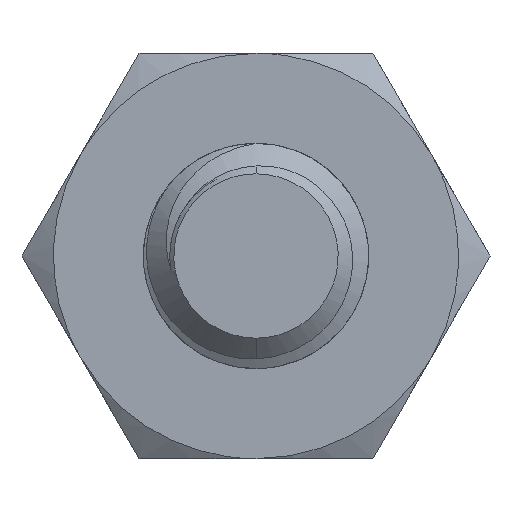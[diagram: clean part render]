
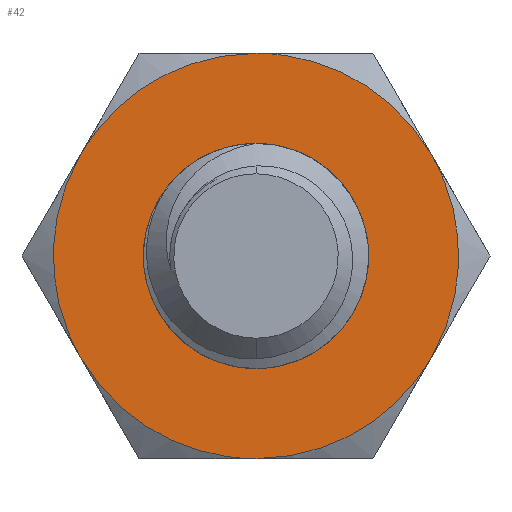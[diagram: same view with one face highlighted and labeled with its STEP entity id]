
A CAD part, front view. The second image highlights one B-rep face of the part: STEP entity #42.
In plain terms, the highlighted planar face has unit normal (0, -1, 0).
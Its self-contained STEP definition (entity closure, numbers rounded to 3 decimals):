
#24=FACE_BOUND('',#161,.T.);
#42=ADVANCED_FACE('',(#101,#24),#890,.T.);
#101=FACE_OUTER_BOUND('',#160,.T.);
#160=EDGE_LOOP('',(#274,#275,#276,#277,#278,#279));
#161=EDGE_LOOP('',(#280,#281));
#274=ORIENTED_EDGE('',*,*,#567,.T.);
#275=ORIENTED_EDGE('',*,*,#566,.T.);
#276=ORIENTED_EDGE('',*,*,#571,.T.);
#277=ORIENTED_EDGE('',*,*,#570,.T.);
#278=ORIENTED_EDGE('',*,*,#569,.T.);
#279=ORIENTED_EDGE('',*,*,#568,.T.);
#280=ORIENTED_EDGE('',*,*,#509,.F.);
#281=ORIENTED_EDGE('',*,*,#564,.T.);
#509=EDGE_CURVE('',#806,#807,#730,.T.);
#564=EDGE_CURVE('',#806,#807,#761,.T.);
#566=EDGE_CURVE('',#836,#837,#762,.T.);
#567=EDGE_CURVE('',#841,#836,#763,.T.);
#568=EDGE_CURVE('',#840,#841,#764,.T.);
#569=EDGE_CURVE('',#839,#840,#765,.T.);
#570=EDGE_CURVE('',#838,#839,#766,.T.);
#571=EDGE_CURVE('',#837,#838,#767,.T.);
#730=(
BOUNDED_CURVE()
B_SPLINE_CURVE(2,(#5895,#5896,#5897,#5898,#5899),.UNSPECIFIED.,.F.,.F.)
B_SPLINE_CURVE_WITH_KNOTS((3,2,3),(0.,1.5,3.001),
 .UNSPECIFIED.)
CURVE()
GEOMETRIC_REPRESENTATION_ITEM()
RATIONAL_B_SPLINE_CURVE((1.,0.707,1.,0.707,1.))
REPRESENTATION_ITEM('')
);
#761=(
BOUNDED_CURVE()
B_SPLINE_CURVE(2,(#6418,#6419,#6420,#6421,#6422),.UNSPECIFIED.,.F.,.F.)
B_SPLINE_CURVE_WITH_KNOTS((3,2,3),(-3.001,-1.5,
0.),.UNSPECIFIED.)
CURVE()
GEOMETRIC_REPRESENTATION_ITEM()
RATIONAL_B_SPLINE_CURVE((1.,0.707,1.,0.707,1.))
REPRESENTATION_ITEM('')
);
#762=(
BOUNDED_CURVE()
B_SPLINE_CURVE(2,(#6429,#6430,#6431),.UNSPECIFIED.,.F.,.F.)
B_SPLINE_CURVE_WITH_KNOTS((3,3),(-2.356,0.),.UNSPECIFIED.)
CURVE()
GEOMETRIC_REPRESENTATION_ITEM()
RATIONAL_B_SPLINE_CURVE((1.,0.866,1.))
REPRESENTATION_ITEM('')
);
#763=(
BOUNDED_CURVE()
B_SPLINE_CURVE(2,(#6432,#6433,#6434),.UNSPECIFIED.,.F.,.F.)
B_SPLINE_CURVE_WITH_KNOTS((3,3),(-2.356,0.),.UNSPECIFIED.)
CURVE()
GEOMETRIC_REPRESENTATION_ITEM()
RATIONAL_B_SPLINE_CURVE((1.,0.866,1.))
REPRESENTATION_ITEM('')
);
#764=(
BOUNDED_CURVE()
B_SPLINE_CURVE(2,(#6435,#6436,#6437),.UNSPECIFIED.,.F.,.F.)
B_SPLINE_CURVE_WITH_KNOTS((3,3),(-2.356,0.),.UNSPECIFIED.)
CURVE()
GEOMETRIC_REPRESENTATION_ITEM()
RATIONAL_B_SPLINE_CURVE((1.,0.866,1.))
REPRESENTATION_ITEM('')
);
#765=(
BOUNDED_CURVE()
B_SPLINE_CURVE(2,(#6438,#6439,#6440),.UNSPECIFIED.,.F.,.F.)
B_SPLINE_CURVE_WITH_KNOTS((3,3),(-2.356,0.),.UNSPECIFIED.)
CURVE()
GEOMETRIC_REPRESENTATION_ITEM()
RATIONAL_B_SPLINE_CURVE((1.,0.866,1.))
REPRESENTATION_ITEM('')
);
#766=(
BOUNDED_CURVE()
B_SPLINE_CURVE(2,(#6441,#6442,#6443),.UNSPECIFIED.,.F.,.F.)
B_SPLINE_CURVE_WITH_KNOTS((3,3),(-2.356,0.),.UNSPECIFIED.)
CURVE()
GEOMETRIC_REPRESENTATION_ITEM()
RATIONAL_B_SPLINE_CURVE((1.,0.866,1.))
REPRESENTATION_ITEM('')
);
#767=(
BOUNDED_CURVE()
B_SPLINE_CURVE(2,(#6444,#6445,#6446),.UNSPECIFIED.,.F.,.F.)
B_SPLINE_CURVE_WITH_KNOTS((3,3),(-2.356,0.),.UNSPECIFIED.)
CURVE()
GEOMETRIC_REPRESENTATION_ITEM()
RATIONAL_B_SPLINE_CURVE((1.,0.866,1.))
REPRESENTATION_ITEM('')
);
#806=VERTEX_POINT('',#5784);
#807=VERTEX_POINT('',#5785);
#836=VERTEX_POINT('',#5814);
#837=VERTEX_POINT('',#5815);
#838=VERTEX_POINT('',#5816);
#839=VERTEX_POINT('',#5817);
#840=VERTEX_POINT('',#5818);
#841=VERTEX_POINT('',#5819);
#890=PLANE('',#969);
#969=AXIS2_PLACEMENT_3D('',#1283,#982,$);
#982=DIRECTION('',(0.,-1.,0.));
#1283=CARTESIAN_POINT('',(-3.118,0.,2.7));
#5784=CARTESIAN_POINT('',(0.,0.,-0.955));
#5785=CARTESIAN_POINT('',(0.,0.,0.955));
#5814=CARTESIAN_POINT('',(-1.949,0.,-1.125));
#5815=CARTESIAN_POINT('',(0.,0.,-2.25));
#5816=CARTESIAN_POINT('',(1.949,0.,-1.125));
#5817=CARTESIAN_POINT('',(1.949,0.,1.125));
#5818=CARTESIAN_POINT('',(0.,0.,2.25));
#5819=CARTESIAN_POINT('',(-1.949,0.,1.125));
#5895=CARTESIAN_POINT('',(0.,0.,-0.955));
#5896=CARTESIAN_POINT('',(0.955,0.,-0.955));
#5897=CARTESIAN_POINT('',(0.955,0.,0.));
#5898=CARTESIAN_POINT('',(0.955,0.,0.955));
#5899=CARTESIAN_POINT('',(0.,0.,0.955));
#6418=CARTESIAN_POINT('',(0.,0.,-0.955));
#6419=CARTESIAN_POINT('',(-0.955,0.,-0.955));
#6420=CARTESIAN_POINT('',(-0.955,0.,0.));
#6421=CARTESIAN_POINT('',(-0.955,0.,0.955));
#6422=CARTESIAN_POINT('',(0.,0.,0.955));
#6429=CARTESIAN_POINT('',(-1.949,0.,-1.125));
#6430=CARTESIAN_POINT('',(-1.299,0.,-2.25));
#6431=CARTESIAN_POINT('',(0.,0.,-2.25));
#6432=CARTESIAN_POINT('',(-1.949,0.,1.125));
#6433=CARTESIAN_POINT('',(-2.598,0.,0.));
#6434=CARTESIAN_POINT('',(-1.949,0.,-1.125));
#6435=CARTESIAN_POINT('',(0.,0.,2.25));
#6436=CARTESIAN_POINT('',(-1.299,0.,2.25));
#6437=CARTESIAN_POINT('',(-1.949,0.,1.125));
#6438=CARTESIAN_POINT('',(1.949,0.,1.125));
#6439=CARTESIAN_POINT('',(1.299,0.,2.25));
#6440=CARTESIAN_POINT('',(0.,0.,2.25));
#6441=CARTESIAN_POINT('',(1.949,0.,-1.125));
#6442=CARTESIAN_POINT('',(2.598,0.,0.));
#6443=CARTESIAN_POINT('',(1.949,0.,1.125));
#6444=CARTESIAN_POINT('',(0.,0.,-2.25));
#6445=CARTESIAN_POINT('',(1.299,0.,-2.25));
#6446=CARTESIAN_POINT('',(1.949,0.,-1.125));
